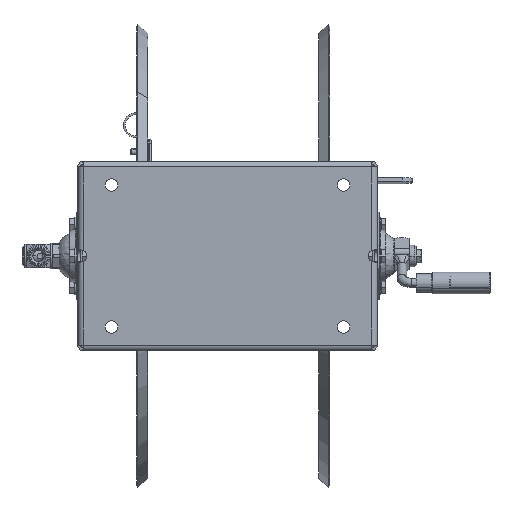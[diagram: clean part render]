
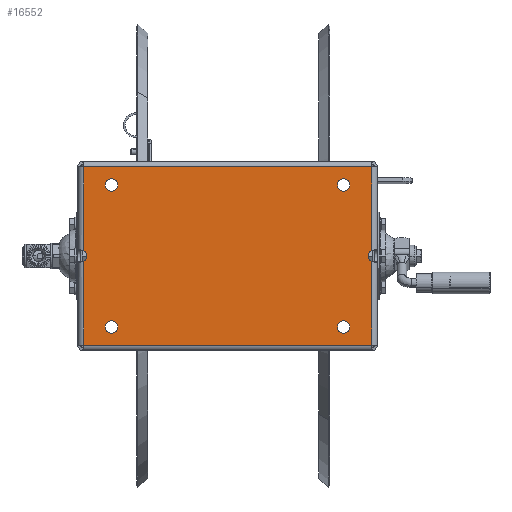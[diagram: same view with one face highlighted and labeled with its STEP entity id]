
A CAD part, front view. The second image highlights one B-rep face of the part: STEP entity #16552.
In plain terms, the highlighted planar face has unit normal (0, -1, 0).
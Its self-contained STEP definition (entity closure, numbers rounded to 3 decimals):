
#13232=DIRECTION('',(0.,0.,1.));
#13233=VECTOR('',#13232,88.388);
#13234=CARTESIAN_POINT('',(152.,0.,5.71));
#13235=LINE('',#13234,#13233);
#13264=DIRECTION('',(0.,0.,1.));
#13265=VECTOR('',#13264,88.388);
#13266=CARTESIAN_POINT('',(152.,0.,-94.098));
#13267=LINE('',#13266,#13265);
#13317=CARTESIAN_POINT('',(155.106,0.,0.));
#13318=DIRECTION('',(0.,1.,0.));
#13319=DIRECTION('',(-0.478,0.,-0.878));
#13320=AXIS2_PLACEMENT_3D('',#13317,#13318,#13319);
#13325=CARTESIAN_POINT('',(-155.106,0.,0.));
#13326=DIRECTION('',(0.,1.,0.));
#13327=DIRECTION('',(0.478,0.,0.878));
#13328=AXIS2_PLACEMENT_3D('',#13325,#13326,#13327);
#13333=CARTESIAN_POINT('',(-122.5,0.,75.));
#13334=DIRECTION('',(0.,-1.,0.));
#13335=DIRECTION('',(-1.,0.,0.));
#13336=AXIS2_PLACEMENT_3D('',#13333,#13334,#13335);
#13341=CARTESIAN_POINT('',(-122.5,0.,75.));
#13342=DIRECTION('',(0.,-1.,0.));
#13343=DIRECTION('',(1.,0.,0.));
#13344=AXIS2_PLACEMENT_3D('',#13341,#13342,#13343);
#13349=CARTESIAN_POINT('',(122.5,0.,75.));
#13350=DIRECTION('',(0.,-1.,0.));
#13351=DIRECTION('',(-1.,0.,0.));
#13352=AXIS2_PLACEMENT_3D('',#13349,#13350,#13351);
#13357=CARTESIAN_POINT('',(122.5,0.,75.));
#13358=DIRECTION('',(0.,-1.,0.));
#13359=DIRECTION('',(1.,0.,0.));
#13360=AXIS2_PLACEMENT_3D('',#13357,#13358,#13359);
#13365=CARTESIAN_POINT('',(122.5,0.,-75.));
#13366=DIRECTION('',(0.,-1.,0.));
#13367=DIRECTION('',(-1.,0.,0.));
#13368=AXIS2_PLACEMENT_3D('',#13365,#13366,#13367);
#13373=CARTESIAN_POINT('',(122.5,0.,-75.));
#13374=DIRECTION('',(0.,-1.,0.));
#13375=DIRECTION('',(1.,0.,0.));
#13376=AXIS2_PLACEMENT_3D('',#13373,#13374,#13375);
#13381=CARTESIAN_POINT('',(-122.5,0.,-75.));
#13382=DIRECTION('',(0.,-1.,0.));
#13383=DIRECTION('',(-1.,0.,0.));
#13384=AXIS2_PLACEMENT_3D('',#13381,#13382,#13383);
#13389=CARTESIAN_POINT('',(-122.5,0.,-75.));
#13390=DIRECTION('',(0.,-1.,0.));
#13391=DIRECTION('',(1.,0.,0.));
#13392=AXIS2_PLACEMENT_3D('',#13389,#13390,#13391);
#13405=DIRECTION('',(-1.,0.,0.));
#13406=VECTOR('',#13405,304.);
#13407=CARTESIAN_POINT('',(152.,0.,-94.098));
#13408=LINE('',#13407,#13406);
#13984=DIRECTION('',(-1.,0.,0.));
#13985=VECTOR('',#13984,304.);
#13986=CARTESIAN_POINT('',(152.,0.,94.098));
#13987=LINE('',#13986,#13985);
#14251=DIRECTION('',(0.,0.,1.));
#14252=VECTOR('',#14251,88.388);
#14253=CARTESIAN_POINT('',(-152.,0.,5.71));
#14254=LINE('',#14253,#14252);
#14269=DIRECTION('',(0.,0.,1.));
#14270=VECTOR('',#14269,88.388);
#14271=CARTESIAN_POINT('',(-152.,0.,-94.098));
#14272=LINE('',#14271,#14270);
#15536=CARTESIAN_POINT('',(-152.,0.,94.098));
#15538=VERTEX_POINT('',#15536);
#15541=CARTESIAN_POINT('',(-152.,0.,-94.098));
#15543=VERTEX_POINT('',#15541);
#15554=CARTESIAN_POINT('',(152.,0.,94.098));
#15555=VERTEX_POINT('',#15554);
#15561=CARTESIAN_POINT('',(152.,0.,-94.098));
#15563=VERTEX_POINT('',#15561);
#15618=CARTESIAN_POINT('',(152.,0.,-5.71));
#15619=CARTESIAN_POINT('',(152.,0.,5.71));
#15620=VERTEX_POINT('',#15618);
#15621=VERTEX_POINT('',#15619);
#15622=CARTESIAN_POINT('',(-152.,0.,5.71));
#15623=CARTESIAN_POINT('',(-152.,0.,-5.71));
#15624=VERTEX_POINT('',#15622);
#15625=VERTEX_POINT('',#15623);
#15650=CARTESIAN_POINT('',(-129.,0.,75.));
#15651=CARTESIAN_POINT('',(-116.,0.,75.));
#15652=VERTEX_POINT('',#15650);
#15653=VERTEX_POINT('',#15651);
#15654=CARTESIAN_POINT('',(116.,0.,75.));
#15655=CARTESIAN_POINT('',(129.,0.,75.));
#15656=VERTEX_POINT('',#15654);
#15657=VERTEX_POINT('',#15655);
#15658=CARTESIAN_POINT('',(116.,0.,-75.));
#15659=CARTESIAN_POINT('',(129.,0.,-75.));
#15660=VERTEX_POINT('',#15658);
#15661=VERTEX_POINT('',#15659);
#15662=CARTESIAN_POINT('',(-129.,0.,-75.));
#15663=CARTESIAN_POINT('',(-116.,0.,-75.));
#15664=VERTEX_POINT('',#15662);
#15665=VERTEX_POINT('',#15663);
#16508=CARTESIAN_POINT('',(158.,0.,-101.));
#16509=DIRECTION('',(0.,-1.,0.));
#16510=DIRECTION('',(0.,0.,1.));
#16511=AXIS2_PLACEMENT_3D('',#16508,#16509,#16510);
#16512=PLANE('',#16511);
#16513=ORIENTED_EDGE('',*,*,#16491,.F.);
#16514=ORIENTED_EDGE('',*,*,#16316,.F.);
#16516=ORIENTED_EDGE('',*,*,#16515,.T.);
#16518=ORIENTED_EDGE('',*,*,#16517,.T.);
#16520=ORIENTED_EDGE('',*,*,#16519,.F.);
#16522=ORIENTED_EDGE('',*,*,#16521,.T.);
#16524=ORIENTED_EDGE('',*,*,#16523,.F.);
#16525=ORIENTED_EDGE('',*,*,#16292,.F.);
#16526=EDGE_LOOP('',(#16513,#16514,#16516,#16518,#16520,#16522,#16524,#16525));
#16527=FACE_OUTER_BOUND('',#16526,.F.);
#16529=ORIENTED_EDGE('',*,*,#16528,.T.);
#16531=ORIENTED_EDGE('',*,*,#16530,.T.);
#16532=EDGE_LOOP('',(#16529,#16531));
#16533=FACE_BOUND('',#16532,.F.);
#16535=ORIENTED_EDGE('',*,*,#16534,.T.);
#16537=ORIENTED_EDGE('',*,*,#16536,.T.);
#16538=EDGE_LOOP('',(#16535,#16537));
#16539=FACE_BOUND('',#16538,.F.);
#16541=ORIENTED_EDGE('',*,*,#16540,.T.);
#16543=ORIENTED_EDGE('',*,*,#16542,.T.);
#16544=EDGE_LOOP('',(#16541,#16543));
#16545=FACE_BOUND('',#16544,.F.);
#16547=ORIENTED_EDGE('',*,*,#16546,.T.);
#16549=ORIENTED_EDGE('',*,*,#16548,.T.);
#16550=EDGE_LOOP('',(#16547,#16549));
#16551=FACE_BOUND('',#16550,.F.);
#16552=ADVANCED_FACE('',(#16527,#16533,#16539,#16545,#16551),#16512,.T.);
#13321=CIRCLE('',#13320,6.5);
#13329=CIRCLE('',#13328,6.5);
#13337=CIRCLE('',#13336,6.5);
#13345=CIRCLE('',#13344,6.5);
#13353=CIRCLE('',#13352,6.5);
#13361=CIRCLE('',#13360,6.5);
#13369=CIRCLE('',#13368,6.5);
#13377=CIRCLE('',#13376,6.5);
#13385=CIRCLE('',#13384,6.5);
#13393=CIRCLE('',#13392,6.5);
#16292=EDGE_CURVE('',#15621,#15555,#13235,.T.);
#16316=EDGE_CURVE('',#15563,#15620,#13267,.T.);
#16491=EDGE_CURVE('',#15620,#15621,#13321,.T.);
#16515=EDGE_CURVE('',#15563,#15543,#13408,.T.);
#16517=EDGE_CURVE('',#15543,#15625,#14272,.T.);
#16519=EDGE_CURVE('',#15624,#15625,#13329,.T.);
#16521=EDGE_CURVE('',#15624,#15538,#14254,.T.);
#16523=EDGE_CURVE('',#15555,#15538,#13987,.T.);
#16528=EDGE_CURVE('',#15652,#15653,#13337,.T.);
#16530=EDGE_CURVE('',#15653,#15652,#13345,.T.);
#16534=EDGE_CURVE('',#15656,#15657,#13353,.T.);
#16536=EDGE_CURVE('',#15657,#15656,#13361,.T.);
#16540=EDGE_CURVE('',#15660,#15661,#13369,.T.);
#16542=EDGE_CURVE('',#15661,#15660,#13377,.T.);
#16546=EDGE_CURVE('',#15664,#15665,#13385,.T.);
#16548=EDGE_CURVE('',#15665,#15664,#13393,.T.);
